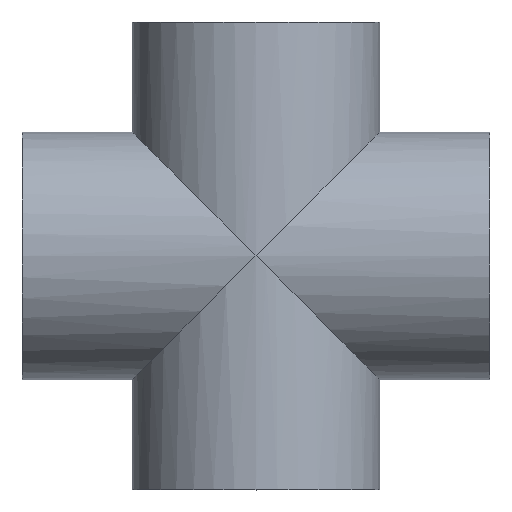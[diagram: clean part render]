
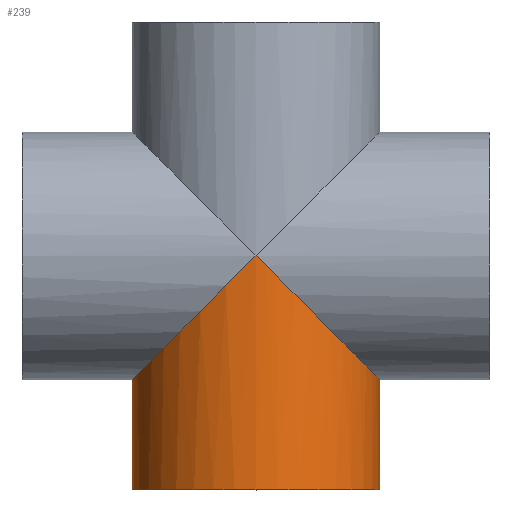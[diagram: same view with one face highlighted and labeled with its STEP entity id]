
A CAD part, top view. The second image highlights one B-rep face of the part: STEP entity #239.
In plain terms, the highlighted cylindrical face has radius 17.5 mm (diameter 35 mm), a full revolution.
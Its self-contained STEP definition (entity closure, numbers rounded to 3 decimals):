
#31=FACE_BOUND($,#98,.T.);
#59=CIRCLE($,#285,17.5);
#71=FACE_OUTER_BOUND($,#97,.T.);
#97=EDGE_LOOP($,(#195));
#98=EDGE_LOOP($,(#196,#197));
#122=ELLIPSE($,#273,24.749,17.5);
#124=ELLIPSE($,#276,24.749,17.5);
#136=VERTEX_POINT($,#418);
#137=VERTEX_POINT($,#419);
#143=VERTEX_POINT($,#438);
#159=EDGE_CURVE($,#137,#136,#122,.T.);
#161=EDGE_CURVE($,#136,#137,#124,.T.);
#167=EDGE_CURVE($,#143,#143,#59,.T.);
#195=ORIENTED_EDGE($,*,*,#167,.F.);
#196=ORIENTED_EDGE($,*,*,#159,.T.);
#197=ORIENTED_EDGE($,*,*,#161,.T.);
#227=CYLINDRICAL_SURFACE($,#284,17.5);
#239=ADVANCED_FACE($,(#71,#31),#227,.T.);
#273=AXIS2_PLACEMENT_3D($,#421,#340,#341);
#276=AXIS2_PLACEMENT_3D($,#424,#346,#347);
#284=AXIS2_PLACEMENT_3D($,#437,#362,#363);
#285=AXIS2_PLACEMENT_3D($,#439,#364,#365);
#340=DIRECTION('center_axis',(0.707,-0.707,0.));
#341=DIRECTION('ref_axis',(-0.707,-0.707,0.));
#346=DIRECTION('center_axis',(-0.707,-0.707,0.));
#347=DIRECTION('ref_axis',(0.707,-0.707,0.));
#362=DIRECTION('center_axis',(0.,1.,0.));
#363=DIRECTION('ref_axis',(1.,0.,0.));
#364=DIRECTION('center_axis',(0.,-1.,0.));
#365=DIRECTION('ref_axis',(1.,0.,0.));
#418=CARTESIAN_POINT('',(0.,33.,-17.5));
#419=CARTESIAN_POINT('',(0.,33.,17.5));
#421=CARTESIAN_POINT('Origin',(0.,33.,0.));
#424=CARTESIAN_POINT('Origin',(0.,33.,0.));
#437=CARTESIAN_POINT('Origin',(0.,0.,
0.));
#438=CARTESIAN_POINT('',(-17.5,0.,0.));
#439=CARTESIAN_POINT('Origin',(0.,0.,
0.));
